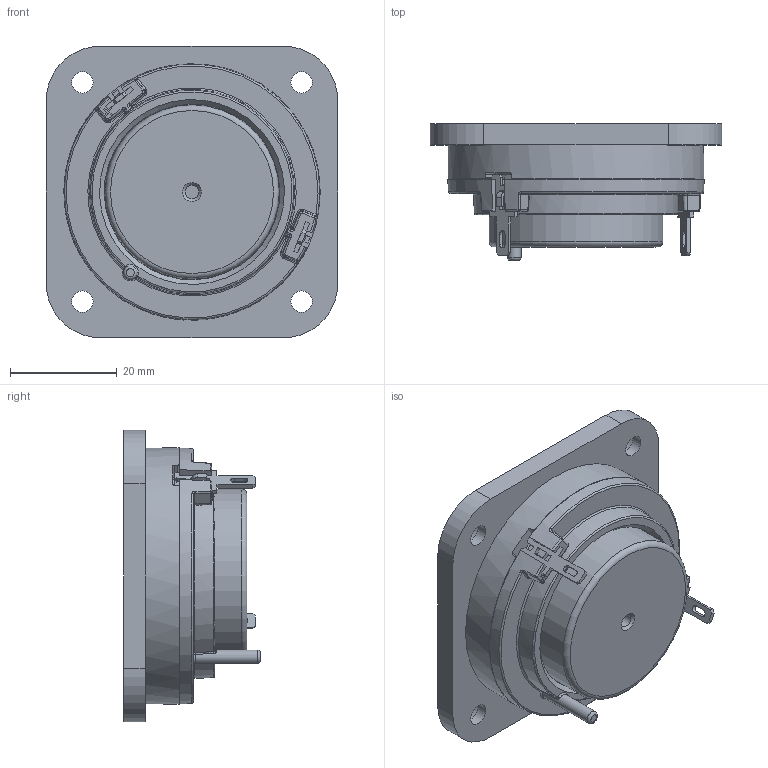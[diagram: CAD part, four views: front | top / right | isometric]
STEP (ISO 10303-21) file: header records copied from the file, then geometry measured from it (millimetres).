
FILE_DESCRIPTION (( 'STEP AP203' ), '1' );
FILE_NAME ('25TNX4-386B 3D outline drawing 20230407.STEP', '2023-04-07T11:31:08', ( '' ), ( '' ), 'SwSTEP 2.0', 'SolidWorks 2020', '' );
FILE_SCHEMA (( 'CONFIG_CONTROL_DESIGN' ));
Length unit declared in the file: millimetre
Products named in the file (1): 25TNX4-386B 3D outline drawing 20230407
Bounding box: 54.5 x 25.55 x 54.5 mm (x, y, z)
Volume: 21384.1 mm3; surface area: 17614 mm2
Topology: 6 solids, 6 shells, 436 faces, 1104 edges, 667 vertices
Faces by surface type: plane 171, bspline 92, cylinder 71, torus 57, cone 23, sphere 22
Full cylindrical faces by diameter (mm): 2.5 x2, 4 x4, 7 x4, 26.55 x1, 32.5 x1, 38 x1
Entity records: 14529 total; most frequent: CARTESIAN_POINT 4886, ORIENTED_EDGE 2072, DIRECTION 1831, EDGE_CURVE 1036, AXIS2_PLACEMENT_3D 693, VERTEX_POINT 655, EDGE_LOOP 507, FACE_OUTER_BOUND 462
